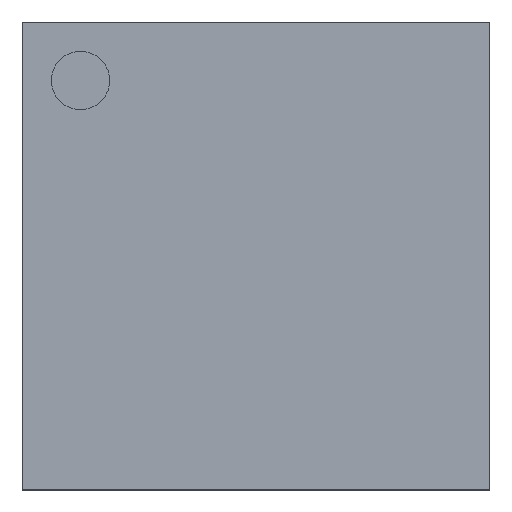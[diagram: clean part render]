
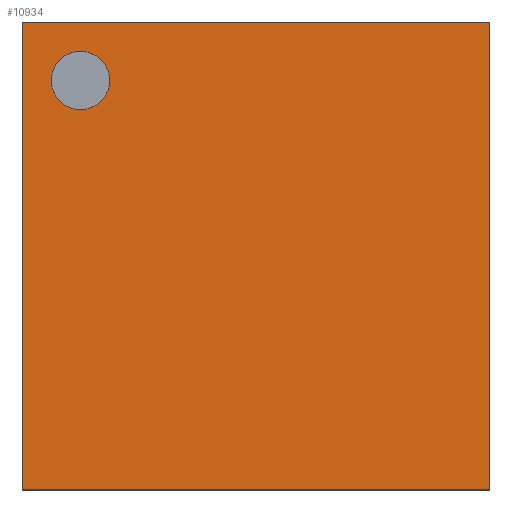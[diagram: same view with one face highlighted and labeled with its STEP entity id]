
A CAD part, top view. The second image highlights one B-rep face of the part: STEP entity #10934.
In plain terms, the highlighted planar face has unit normal (0, 0, 1).
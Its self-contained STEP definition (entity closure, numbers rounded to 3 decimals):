
#10745 = VERTEX_POINT('',#10746);
#10746 = CARTESIAN_POINT('',(-5.5,-5.5,1.01));
#10753 = PLANE('',#10754);
#10754 = AXIS2_PLACEMENT_3D('',#10755,#10756,#10757);
#10755 = CARTESIAN_POINT('',(-5.5,-5.5,0.3));
#10756 = DIRECTION('',(1.,0.,0.));
#10757 = DIRECTION('',(0.,0.,1.));
#10765 = PLANE('',#10766);
#10766 = AXIS2_PLACEMENT_3D('',#10767,#10768,#10769);
#10767 = CARTESIAN_POINT('',(-5.5,-5.5,0.3));
#10768 = DIRECTION('',(0.,1.,0.));
#10769 = DIRECTION('',(0.,0.,1.));
#10806 = VERTEX_POINT('',#10807);
#10807 = CARTESIAN_POINT('',(-5.5,5.5,1.01));
#10821 = PLANE('',#10822);
#10822 = AXIS2_PLACEMENT_3D('',#10823,#10824,#10825);
#10823 = CARTESIAN_POINT('',(-5.5,5.5,0.3));
#10824 = DIRECTION('',(0.,1.,0.));
#10825 = DIRECTION('',(0.,0.,1.));
#10833 = EDGE_CURVE('',#10745,#10806,#10834,.T.);
#10834 = SURFACE_CURVE('',#10835,(#10839,#10846),.PCURVE_S1.);
#10835 = LINE('',#10836,#10837);
#10836 = CARTESIAN_POINT('',(-5.5,-5.5,1.01));
#10837 = VECTOR('',#10838,1.);
#10838 = DIRECTION('',(0.,1.,0.));
#10839 = PCURVE('',#10753,#10840);
#10840 = DEFINITIONAL_REPRESENTATION('',(#10841),#10845);
#10841 = LINE('',#10842,#10843);
#10842 = CARTESIAN_POINT('',(0.71,0.));
#10843 = VECTOR('',#10844,1.);
#10844 = DIRECTION('',(0.,-1.));
#10845 = ( GEOMETRIC_REPRESENTATION_CONTEXT(2) 
PARAMETRIC_REPRESENTATION_CONTEXT() REPRESENTATION_CONTEXT('2D SPACE',''
  ) );
#10846 = PCURVE('',#10847,#10852);
#10847 = PLANE('',#10848);
#10848 = AXIS2_PLACEMENT_3D('',#10849,#10850,#10851);
#10849 = CARTESIAN_POINT('',(-5.5,-5.5,1.01));
#10850 = DIRECTION('',(0.,0.,1.));
#10851 = DIRECTION('',(1.,0.,0.));
#10852 = DEFINITIONAL_REPRESENTATION('',(#10853),#10857);
#10853 = LINE('',#10854,#10855);
#10854 = CARTESIAN_POINT('',(0.,0.));
#10855 = VECTOR('',#10856,1.);
#10856 = DIRECTION('',(0.,1.));
#10857 = ( GEOMETRIC_REPRESENTATION_CONTEXT(2) 
PARAMETRIC_REPRESENTATION_CONTEXT() REPRESENTATION_CONTEXT('2D SPACE',''
  ) );
#10886 = EDGE_CURVE('',#10745,#10887,#10889,.T.);
#10887 = VERTEX_POINT('',#10888);
#10888 = CARTESIAN_POINT('',(5.5,-5.5,1.01));
#10889 = SURFACE_CURVE('',#10890,(#10894,#10901),.PCURVE_S1.);
#10890 = LINE('',#10891,#10892);
#10891 = CARTESIAN_POINT('',(-5.5,-5.5,1.01));
#10892 = VECTOR('',#10893,1.);
#10893 = DIRECTION('',(1.,0.,0.));
#10894 = PCURVE('',#10765,#10895);
#10895 = DEFINITIONAL_REPRESENTATION('',(#10896),#10900);
#10896 = LINE('',#10897,#10898);
#10897 = CARTESIAN_POINT('',(0.71,0.));
#10898 = VECTOR('',#10899,1.);
#10899 = DIRECTION('',(0.,1.));
#10900 = ( GEOMETRIC_REPRESENTATION_CONTEXT(2) 
PARAMETRIC_REPRESENTATION_CONTEXT() REPRESENTATION_CONTEXT('2D SPACE',''
  ) );
#10901 = PCURVE('',#10847,#10902);
#10902 = DEFINITIONAL_REPRESENTATION('',(#10903),#10907);
#10903 = LINE('',#10904,#10905);
#10904 = CARTESIAN_POINT('',(0.,0.));
#10905 = VECTOR('',#10906,1.);
#10906 = DIRECTION('',(1.,0.));
#10907 = ( GEOMETRIC_REPRESENTATION_CONTEXT(2) 
PARAMETRIC_REPRESENTATION_CONTEXT() REPRESENTATION_CONTEXT('2D SPACE',''
  ) );
#10923 = PLANE('',#10924);
#10924 = AXIS2_PLACEMENT_3D('',#10925,#10926,#10927);
#10925 = CARTESIAN_POINT('',(5.5,-5.5,0.3));
#10926 = DIRECTION('',(1.,0.,0.));
#10927 = DIRECTION('',(0.,0.,1.));
#10934 = ADVANCED_FACE('',(#10935,#10983),#10847,.T.);
#10935 = FACE_BOUND('',#10936,.T.);
#10936 = EDGE_LOOP('',(#10937,#10938,#10939,#10962));
#10937 = ORIENTED_EDGE('',*,*,#10833,.F.);
#10938 = ORIENTED_EDGE('',*,*,#10886,.T.);
#10939 = ORIENTED_EDGE('',*,*,#10940,.T.);
#10940 = EDGE_CURVE('',#10887,#10941,#10943,.T.);
#10941 = VERTEX_POINT('',#10942);
#10942 = CARTESIAN_POINT('',(5.5,5.5,1.01));
#10943 = SURFACE_CURVE('',#10944,(#10948,#10955),.PCURVE_S1.);
#10944 = LINE('',#10945,#10946);
#10945 = CARTESIAN_POINT('',(5.5,-5.5,1.01));
#10946 = VECTOR('',#10947,1.);
#10947 = DIRECTION('',(0.,1.,0.));
#10948 = PCURVE('',#10847,#10949);
#10949 = DEFINITIONAL_REPRESENTATION('',(#10950),#10954);
#10950 = LINE('',#10951,#10952);
#10951 = CARTESIAN_POINT('',(11.,0.));
#10952 = VECTOR('',#10953,1.);
#10953 = DIRECTION('',(0.,1.));
#10954 = ( GEOMETRIC_REPRESENTATION_CONTEXT(2) 
PARAMETRIC_REPRESENTATION_CONTEXT() REPRESENTATION_CONTEXT('2D SPACE',''
  ) );
#10955 = PCURVE('',#10923,#10956);
#10956 = DEFINITIONAL_REPRESENTATION('',(#10957),#10961);
#10957 = LINE('',#10958,#10959);
#10958 = CARTESIAN_POINT('',(0.71,0.));
#10959 = VECTOR('',#10960,1.);
#10960 = DIRECTION('',(0.,-1.));
#10961 = ( GEOMETRIC_REPRESENTATION_CONTEXT(2) 
PARAMETRIC_REPRESENTATION_CONTEXT() REPRESENTATION_CONTEXT('2D SPACE',''
  ) );
#10962 = ORIENTED_EDGE('',*,*,#10963,.F.);
#10963 = EDGE_CURVE('',#10806,#10941,#10964,.T.);
#10964 = SURFACE_CURVE('',#10965,(#10969,#10976),.PCURVE_S1.);
#10965 = LINE('',#10966,#10967);
#10966 = CARTESIAN_POINT('',(-5.5,5.5,1.01));
#10967 = VECTOR('',#10968,1.);
#10968 = DIRECTION('',(1.,0.,0.));
#10969 = PCURVE('',#10847,#10970);
#10970 = DEFINITIONAL_REPRESENTATION('',(#10971),#10975);
#10971 = LINE('',#10972,#10973);
#10972 = CARTESIAN_POINT('',(0.,11.));
#10973 = VECTOR('',#10974,1.);
#10974 = DIRECTION('',(1.,0.));
#10975 = ( GEOMETRIC_REPRESENTATION_CONTEXT(2) 
PARAMETRIC_REPRESENTATION_CONTEXT() REPRESENTATION_CONTEXT('2D SPACE',''
  ) );
#10976 = PCURVE('',#10821,#10977);
#10977 = DEFINITIONAL_REPRESENTATION('',(#10978),#10982);
#10978 = LINE('',#10979,#10980);
#10979 = CARTESIAN_POINT('',(0.71,0.));
#10980 = VECTOR('',#10981,1.);
#10981 = DIRECTION('',(0.,1.));
#10982 = ( GEOMETRIC_REPRESENTATION_CONTEXT(2) 
PARAMETRIC_REPRESENTATION_CONTEXT() REPRESENTATION_CONTEXT('2D SPACE',''
  ) );
#10983 = FACE_BOUND('',#10984,.T.);
#10984 = EDGE_LOOP('',(#10985));
#10985 = ORIENTED_EDGE('',*,*,#10986,.F.);
#10986 = EDGE_CURVE('',#10987,#10987,#10989,.T.);
#10987 = VERTEX_POINT('',#10988);
#10988 = CARTESIAN_POINT('',(-3.438,4.125,1.01));
#10989 = SURFACE_CURVE('',#10990,(#10995,#11002),.PCURVE_S1.);
#10990 = CIRCLE('',#10991,0.688);
#10991 = AXIS2_PLACEMENT_3D('',#10992,#10993,#10994);
#10992 = CARTESIAN_POINT('',(-4.125,4.125,1.01));
#10993 = DIRECTION('',(0.,0.,1.));
#10994 = DIRECTION('',(1.,0.,0.));
#10995 = PCURVE('',#10847,#10996);
#10996 = DEFINITIONAL_REPRESENTATION('',(#10997),#11001);
#10997 = CIRCLE('',#10998,0.688);
#10998 = AXIS2_PLACEMENT_2D('',#10999,#11000);
#10999 = CARTESIAN_POINT('',(1.375,9.625));
#11000 = DIRECTION('',(1.,0.));
#11001 = ( GEOMETRIC_REPRESENTATION_CONTEXT(2) 
PARAMETRIC_REPRESENTATION_CONTEXT() REPRESENTATION_CONTEXT('2D SPACE',''
  ) );
#11002 = PCURVE('',#11003,#11008);
#11003 = CYLINDRICAL_SURFACE('',#11004,0.688);
#11004 = AXIS2_PLACEMENT_3D('',#11005,#11006,#11007);
#11005 = CARTESIAN_POINT('',(-4.125,4.125,0.909));
#11006 = DIRECTION('',(0.,0.,1.));
#11007 = DIRECTION('',(1.,0.,0.));
#11008 = DEFINITIONAL_REPRESENTATION('',(#11009),#11013);
#11009 = LINE('',#11010,#11011);
#11010 = CARTESIAN_POINT('',(0.,0.101));
#11011 = VECTOR('',#11012,1.);
#11012 = DIRECTION('',(1.,0.));
#11013 = ( GEOMETRIC_REPRESENTATION_CONTEXT(2) 
PARAMETRIC_REPRESENTATION_CONTEXT() REPRESENTATION_CONTEXT('2D SPACE',''
  ) );
